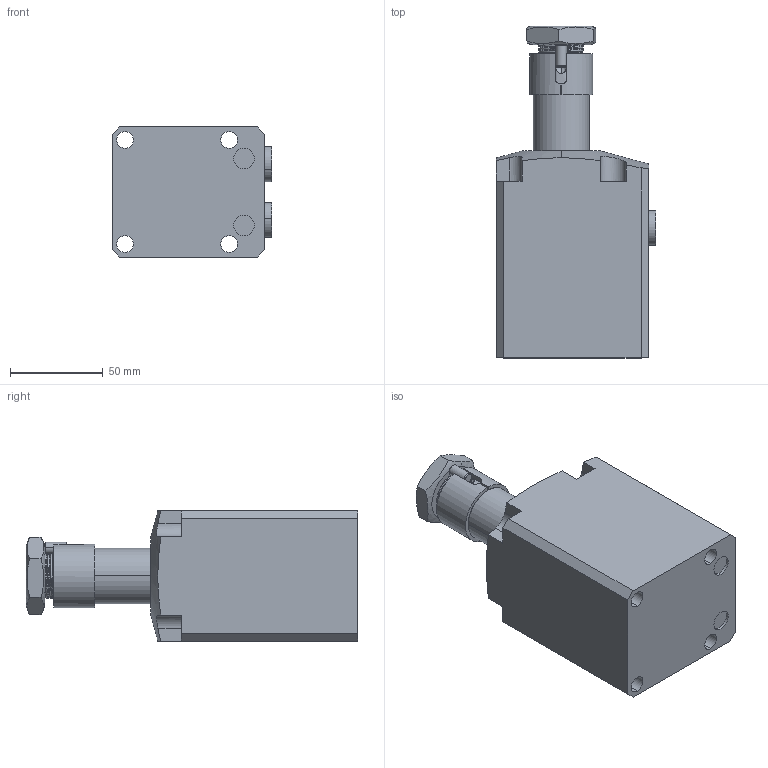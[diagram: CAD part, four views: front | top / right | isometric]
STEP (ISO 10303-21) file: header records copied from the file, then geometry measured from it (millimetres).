
FILE_DESCRIPTION (( 'STEP AP203' ), '1' );
FILE_NAME ('CBTU-10L-90.STEP', '2019-03-29T02:20:56', ( '' ), ( '' ), 'SwSTEP 2.0', 'SolidWorks 2017', '' );
FILE_SCHEMA (( 'CONFIG_CONTROL_DESIGN' ));
Length unit declared in the file: millimetre
Products named in the file (7): CBTU10袪杶; CBTU10蹟譫; 囀鞠褒黑芛郔陔1-4; CBTU10隅弇种; CBTU10掛极; CBTU10活塞杆; CBTU-10L-90
Assembly tree (7 placements, depth 2):
  CBTU-10L-90
    CBTU10掛极
    CBTU10活塞杆
    CBTU10蹟譫
    CBTU10袪杶
    囀鞠褒黑芛郔陔1-4  x2
    CBTU10隅弇种
Bounding box: 86 x 178.5 x 70 mm (x, y, z)
Volume: 653200 mm3; surface area: 81887.7 mm2
Topology: 7 solids, 7 shells, 176 faces, 426 edges, 277 vertices
Faces by surface type: plane 78, cylinder 71, cone 19, torus 4, sphere 2, bspline 2
Entity records: 6821 total; most frequent: CARTESIAN_POINT 2439, ORIENTED_EDGE 776, DIRECTION 731, EDGE_CURVE 388, AXIS2_PLACEMENT_3D 275, VERTEX_POINT 253, VECTOR 181, LINE 181
